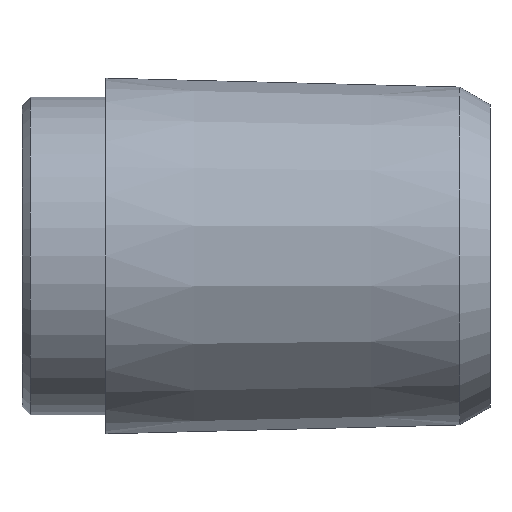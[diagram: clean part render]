
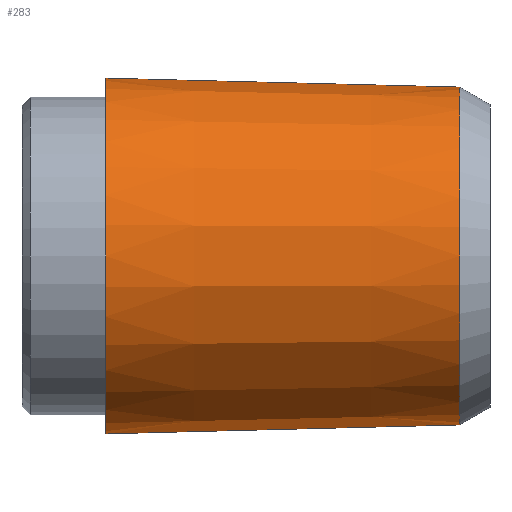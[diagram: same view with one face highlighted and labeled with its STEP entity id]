
A CAD part, front view. The second image highlights one B-rep face of the part: STEP entity #283.
In plain terms, the highlighted conical face has half-angle 1.44 degrees and reference radius 10.06 mm.
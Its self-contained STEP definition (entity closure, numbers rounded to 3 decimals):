
#5 = LINE ( 'NONE', #165, #79 ) ;
#26 = LINE ( 'NONE', #186, #492 ) ;
#31 = DIRECTION ( 'NONE',  ( 0., 0., -1. ) ) ;
#40 = AXIS2_PLACEMENT_3D ( 'NONE', #300, #447, #108 ) ;
#48 = CARTESIAN_POINT ( 'NONE',  ( 0., 0., -10.638 ) ) ;
#71 = DIRECTION ( 'NONE',  ( -1., 0., 0. ) ) ;
#78 = CONICAL_SURFACE ( 'NONE', #363, 10.06, 0.025 ) ;
#79 = VECTOR ( 'NONE', #315, 1000. ) ;
#108 = DIRECTION ( 'NONE',  ( 0., 0., 1. ) ) ;
#114 = VERTEX_POINT ( 'NONE', #254 ) ;
#117 = VERTEX_POINT ( 'NONE', #403 ) ;
#164 = VERTEX_POINT ( 'NONE', #407 ) ;
#165 = CARTESIAN_POINT ( 'NONE',  ( 23., 0., 10.06 ) ) ;
#177 = AXIS2_PLACEMENT_3D ( 'NONE', #227, #374, #31 ) ;
#186 = CARTESIAN_POINT ( 'NONE',  ( 23., 0., -10.06 ) ) ;
#204 = ORIENTED_EDGE ( 'NONE', *, *, #207, .F. ) ;
#207 = EDGE_CURVE ( 'NONE', #117, #399, #26, .T. ) ;
#227 = CARTESIAN_POINT ( 'NONE',  ( 21.189, 0., 0. ) ) ;
#230 = DIRECTION ( 'NONE',  ( 0., 0., 1. ) ) ;
#242 = EDGE_CURVE ( 'NONE', #399, #114, #261, .T. ) ;
#244 = ORIENTED_EDGE ( 'NONE', *, *, #242, .F. ) ;
#254 = CARTESIAN_POINT ( 'NONE',  ( 0., 0., 10.638 ) ) ;
#257 = EDGE_CURVE ( 'NONE', #117, #164, #386, .T. ) ;
#261 = CIRCLE ( 'NONE', #40, 10.638 ) ;
#266 = FACE_OUTER_BOUND ( 'NONE', #289, .T. ) ;
#283 = ADVANCED_FACE ( 'NONE', ( #266 ), #78, .T. ) ;
#289 = EDGE_LOOP ( 'NONE', ( #204, #425, #352, #244 ) ) ;
#300 = CARTESIAN_POINT ( 'NONE',  ( 0., 0., 0. ) ) ;
#315 = DIRECTION ( 'NONE',  ( -1., 0., 0.025 ) ) ;
#336 = DIRECTION ( 'NONE',  ( -1., 0., -0.025 ) ) ;
#352 = ORIENTED_EDGE ( 'NONE', *, *, #376, .T. ) ;
#363 = AXIS2_PLACEMENT_3D ( 'NONE', #415, #71, #230 ) ;
#374 = DIRECTION ( 'NONE',  ( -1., 0., 0. ) ) ;
#376 = EDGE_CURVE ( 'NONE', #164, #114, #5, .T. ) ;
#386 = CIRCLE ( 'NONE', #177, 10.106 ) ;
#399 = VERTEX_POINT ( 'NONE', #48 ) ;
#403 = CARTESIAN_POINT ( 'NONE',  ( 21.189, 0., -10.106 ) ) ;
#407 = CARTESIAN_POINT ( 'NONE',  ( 21.189, 0., 10.106 ) ) ;
#415 = CARTESIAN_POINT ( 'NONE',  ( 23., 0., 0. ) ) ;
#425 = ORIENTED_EDGE ( 'NONE', *, *, #257, .T. ) ;
#447 = DIRECTION ( 'NONE',  ( -1., 0., 0. ) ) ;
#492 = VECTOR ( 'NONE', #336, 1000. ) ;
